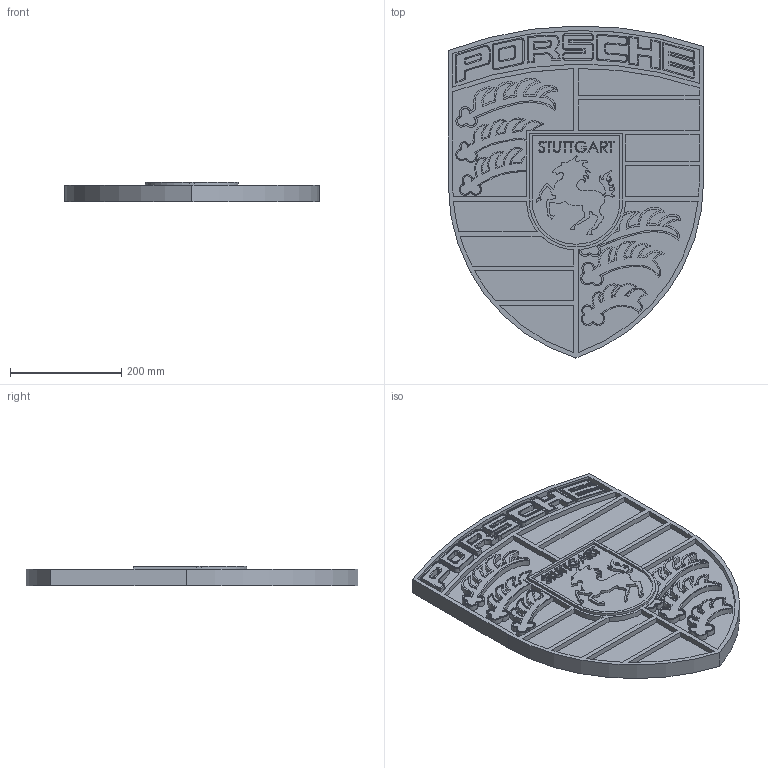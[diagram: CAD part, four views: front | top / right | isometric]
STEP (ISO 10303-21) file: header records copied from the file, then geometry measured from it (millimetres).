
FILE_DESCRIPTION (( 'STEP AP214' ), '1' );
FILE_NAME ('Porschelogo.STEP', '2015-10-04T05:42:35', ( '' ), ( '' ), 'SwSTEP 2.0', 'SolidWorks 2015', '' );
FILE_SCHEMA (( 'AUTOMOTIVE_DESIGN' ));
Length unit declared in the file: millimetre
Products named in the file (1): Porschelogo
Bounding box: 459.55 x 598.02 x 35 mm (x, y, z)
Volume: 5683664.5 mm3; surface area: 659767.8 mm2
Topology: 10 solids, 10 shells, 710 faces, 1941 edges, 1294 vertices
Faces by surface type: plane 323, bspline 231, cylinder 156
Entity records: 31316 total; most frequent: CARTESIAN_POINT 12843, ORIENTED_EDGE 3882, DIRECTION 2745, EDGE_CURVE 1941, VERTEX_POINT 1294, LINE 1161, VECTOR 1161, AXIS2_PLACEMENT_3D 792
